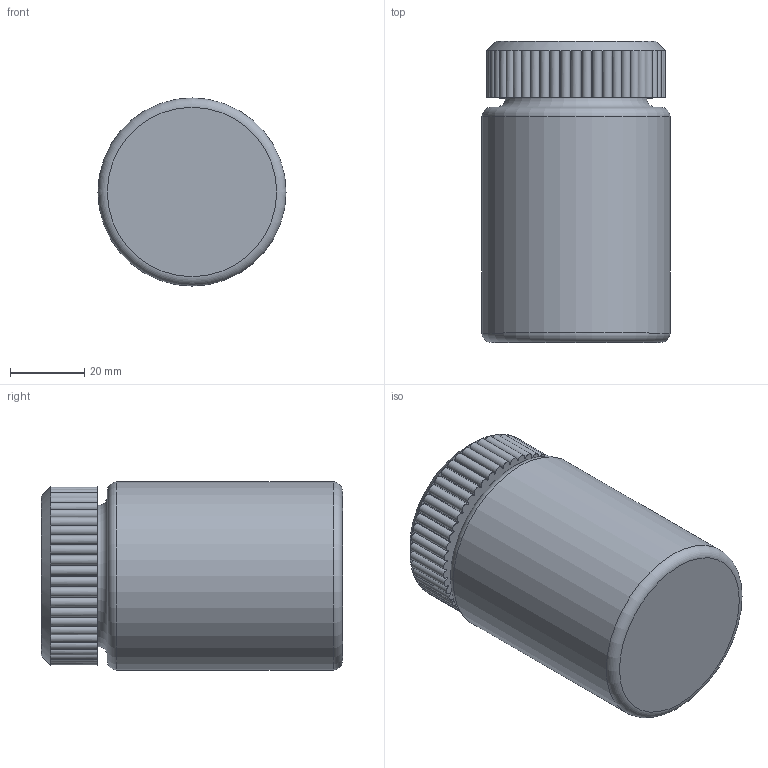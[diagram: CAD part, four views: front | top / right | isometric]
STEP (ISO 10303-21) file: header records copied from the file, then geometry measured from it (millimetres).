
FILE_DESCRIPTION (( 'STEP AP203' ), '1' );
FILE_NAME ('Bottle.STEP', '2026-01-13T22:34:17', ( '' ), ( '' ), 'SwSTEP 2.0', 'SolidWorks 2026', '' );
FILE_SCHEMA (( 'CONFIG_CONTROL_DESIGN' ));
Length unit declared in the file: centimetre
Products named in the file (3): midtermtestcover_Défaut; midtermtestcontainer_Défaut; Bottle
Assembly tree (2 placements, depth 2):
  Bottle
    midtermtestcontainer_Défaut
    midtermtestcover_Défaut
Bounding box: 50.8 x 81.28 x 50.8 mm (x, y, z)
Volume: 48415.7 mm3; surface area: 34369.7 mm2
Topology: 2 solids, 2 shells, 168 faces, 427 edges, 267 vertices
Faces by surface type: cylinder 105, plane 58, torus 4, cone 1
Full cylindrical faces by diameter (mm): 33.02 x1, 38.1 x2, 45.72 x1, 50.8 x1
Entity records: 5439 total; most frequent: DIRECTION 1076, CARTESIAN_POINT 853, ORIENTED_EDGE 830, AXIS2_PLACEMENT_3D 488, EDGE_CURVE 415, CIRCLE 315, VERTEX_POINT 265, EDGE_LOOP 182
